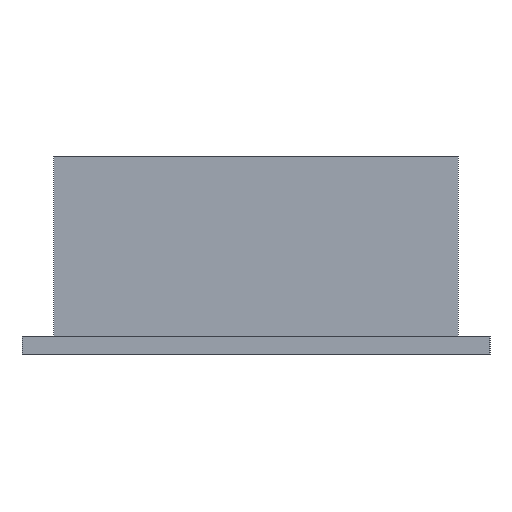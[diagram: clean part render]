
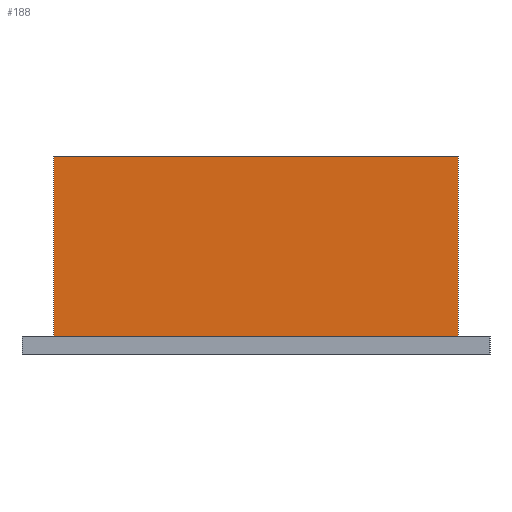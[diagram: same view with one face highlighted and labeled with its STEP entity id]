
A CAD part, left-side view. The second image highlights one B-rep face of the part: STEP entity #188.
In plain terms, the highlighted planar face has unit normal (-1, 0, 0).
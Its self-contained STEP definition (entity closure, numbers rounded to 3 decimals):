
#18=FACE_OUTER_BOUND('',#29,.T.);
#29=EDGE_LOOP('',(#135,#136,#137,#138));
#45=LINE('',#291,#69);
#46=LINE('',#294,#70);
#47=LINE('',#296,#71);
#48=LINE('',#297,#72);
#69=VECTOR('',#240,10.);
#70=VECTOR('',#243,10.);
#71=VECTOR('',#244,10.);
#72=VECTOR('',#245,10.);
#91=VERTEX_POINT('',#287);
#92=VERTEX_POINT('',#289);
#93=VERTEX_POINT('',#293);
#94=VERTEX_POINT('',#295);
#109=EDGE_CURVE('',#91,#92,#45,.T.);
#110=EDGE_CURVE('',#91,#93,#46,.T.);
#111=EDGE_CURVE('',#94,#92,#47,.T.);
#112=EDGE_CURVE('',#93,#94,#48,.T.);
#135=ORIENTED_EDGE('',*,*,#110,.F.);
#136=ORIENTED_EDGE('',*,*,#109,.T.);
#137=ORIENTED_EDGE('',*,*,#111,.F.);
#138=ORIENTED_EDGE('',*,*,#112,.F.);
#177=PLANE('',#219);
#188=ADVANCED_FACE('',(#18),#177,.T.);
#219=AXIS2_PLACEMENT_3D('',#292,#241,#242);
#240=DIRECTION('',(0.,0.,1.));
#241=DIRECTION('center_axis',(-1.,0.,0.));
#242=DIRECTION('ref_axis',(0.,-1.,0.));
#243=DIRECTION('',(0.,1.,0.));
#244=DIRECTION('',(0.,-1.,0.));
#245=DIRECTION('',(0.,0.,1.));
#287=CARTESIAN_POINT('',(-28.127,-11.233,1.));
#289=CARTESIAN_POINT('',(-28.127,-11.233,11.));
#291=CARTESIAN_POINT('',(-28.127,-11.233,1.));
#292=CARTESIAN_POINT('Origin',(-28.127,11.233,1.));
#293=CARTESIAN_POINT('',(-28.127,11.233,1.));
#294=CARTESIAN_POINT('',(-28.127,5.617,1.));
#295=CARTESIAN_POINT('',(-28.127,11.233,11.));
#296=CARTESIAN_POINT('',(-28.127,11.233,11.));
#297=CARTESIAN_POINT('',(-28.127,11.233,1.));
